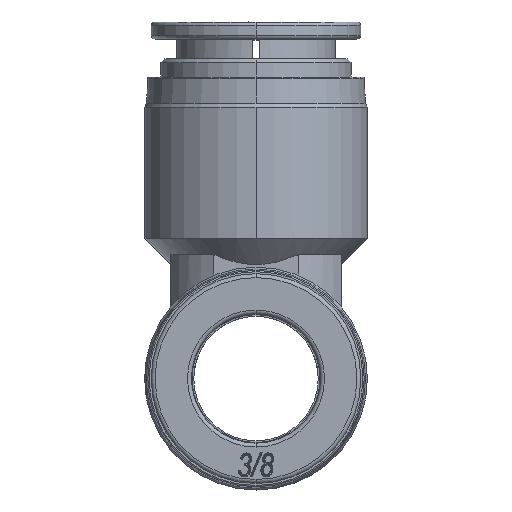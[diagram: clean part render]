
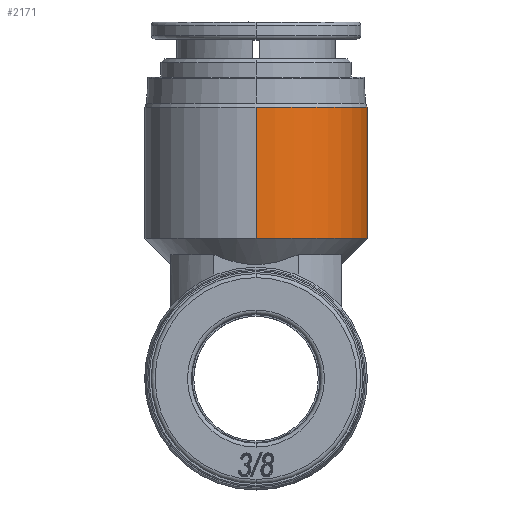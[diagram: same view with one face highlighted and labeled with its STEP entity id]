
A CAD part, front view. The second image highlights one B-rep face of the part: STEP entity #2171.
In plain terms, the highlighted cylindrical face has radius 8.5 mm (diameter 17 mm), a partial arc.
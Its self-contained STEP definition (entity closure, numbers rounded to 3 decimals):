
#145 = CARTESIAN_POINT ( 'NONE',  ( 0., -8.5, 20.7 ) ) ;
#155 = ORIENTED_EDGE ( 'NONE', *, *, #5468, .T. ) ;
#190 = VERTEX_POINT ( 'NONE', #2099 ) ;
#204 = CARTESIAN_POINT ( 'NONE',  ( 0., 0., 9.7 ) ) ;
#394 = EDGE_CURVE ( 'NONE', #1353, #978, #8642, .T. ) ;
#506 = CARTESIAN_POINT ( 'NONE',  ( 0., 0., 20.7 ) ) ;
#788 = CIRCLE ( 'NONE', #6443, 8.5 ) ;
#978 = VERTEX_POINT ( 'NONE', #145 ) ;
#1050 = DIRECTION ( 'NONE',  ( 0., 0., 1. ) ) ;
#1065 = ORIENTED_EDGE ( 'NONE', *, *, #394, .T. ) ;
#1123 = AXIS2_PLACEMENT_3D ( 'NONE', #9959, #2638, #6502 ) ;
#1218 = EDGE_CURVE ( 'NONE', #7122, #978, #4959, .T. ) ;
#1353 = VERTEX_POINT ( 'NONE', #10518 ) ;
#1381 = DIRECTION ( 'NONE',  ( 0., 0., 1. ) ) ;
#1441 = ORIENTED_EDGE ( 'NONE', *, *, #4052, .T. ) ;
#2008 = FACE_OUTER_BOUND ( 'NONE', #5489, .T. ) ;
#2099 = CARTESIAN_POINT ( 'NONE',  ( 8.5, 0., 10.7 ) ) ;
#2159 = DIRECTION ( 'NONE',  ( 0., -1., 0. ) ) ;
#2171 = ADVANCED_FACE ( 'NONE', ( #2008 ), #5322, .T. ) ;
#2336 = VERTEX_POINT ( 'NONE', #3729 ) ;
#2390 = DIRECTION ( 'NONE',  ( 0., 0., -1. ) ) ;
#2553 = EDGE_CURVE ( 'NONE', #190, #7122, #788, .T. ) ;
#2638 = DIRECTION ( 'NONE',  ( 0., 0., -1. ) ) ;
#2855 = ORIENTED_EDGE ( 'NONE', *, *, #1218, .F. ) ;
#3444 = AXIS2_PLACEMENT_3D ( 'NONE', #8177, #2390, #8082 ) ;
#3487 = ORIENTED_EDGE ( 'NONE', *, *, #2553, .F. ) ;
#3729 = CARTESIAN_POINT ( 'NONE',  ( 0., 8.5, 10.7 ) ) ;
#3739 = CARTESIAN_POINT ( 'NONE',  ( 0., -8.5, 9.7 ) ) ;
#3936 = VECTOR ( 'NONE', #1381, 1000. ) ;
#4052 = EDGE_CURVE ( 'NONE', #10268, #1353, #6784, .T. ) ;
#4294 = CARTESIAN_POINT ( 'NONE',  ( 0., 8.5, 9.7 ) ) ;
#4959 = LINE ( 'NONE', #3739, #3936 ) ;
#5033 = EDGE_CURVE ( 'NONE', #2336, #190, #5115, .T. ) ;
#5115 = CIRCLE ( 'NONE', #3444, 8.5 ) ;
#5322 = CYLINDRICAL_SURFACE ( 'NONE', #7348, 8.5 ) ;
#5468 = EDGE_CURVE ( 'NONE', #2336, #10268, #8956, .T. ) ;
#5481 = ORIENTED_EDGE ( 'NONE', *, *, #5033, .F. ) ;
#5489 = EDGE_LOOP ( 'NONE', ( #5481, #155, #1441, #1065, #2855, #3487 ) ) ;
#5605 = CARTESIAN_POINT ( 'NONE',  ( 0., -8.5, 10.7 ) ) ;
#5661 = VECTOR ( 'NONE', #1050, 1000. ) ;
#5662 = CARTESIAN_POINT ( 'NONE',  ( 0., 0., 10.7 ) ) ;
#5768 = DIRECTION ( 'NONE',  ( 0., -1., 0. ) ) ;
#5868 = DIRECTION ( 'NONE',  ( 0., 0., 1. ) ) ;
#6443 = AXIS2_PLACEMENT_3D ( 'NONE', #5662, #6450, #8887 ) ;
#6450 = DIRECTION ( 'NONE',  ( 0., 0., -1. ) ) ;
#6502 = DIRECTION ( 'NONE',  ( 0., -1., 0. ) ) ;
#6784 = CIRCLE ( 'NONE', #7271, 8.5 ) ;
#7060 = DIRECTION ( 'NONE',  ( 0., 0., -1. ) ) ;
#7122 = VERTEX_POINT ( 'NONE', #5605 ) ;
#7271 = AXIS2_PLACEMENT_3D ( 'NONE', #506, #7060, #2159 ) ;
#7348 = AXIS2_PLACEMENT_3D ( 'NONE', #204, #5868, #5768 ) ;
#8082 = DIRECTION ( 'NONE',  ( 1., 0., 0. ) ) ;
#8177 = CARTESIAN_POINT ( 'NONE',  ( 0., 0., 10.7 ) ) ;
#8642 = CIRCLE ( 'NONE', #1123, 8.5 ) ;
#8887 = DIRECTION ( 'NONE',  ( 1., 0., 0. ) ) ;
#8956 = LINE ( 'NONE', #4294, #5661 ) ;
#9959 = CARTESIAN_POINT ( 'NONE',  ( 0., 0., 20.7 ) ) ;
#10131 = CARTESIAN_POINT ( 'NONE',  ( 0., 8.5, 20.7 ) ) ;
#10268 = VERTEX_POINT ( 'NONE', #10131 ) ;
#10518 = CARTESIAN_POINT ( 'NONE',  ( 8.5, 0., 20.7 ) ) ;
